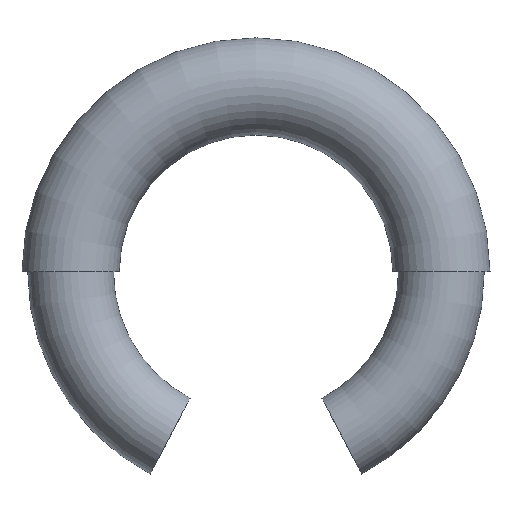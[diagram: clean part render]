
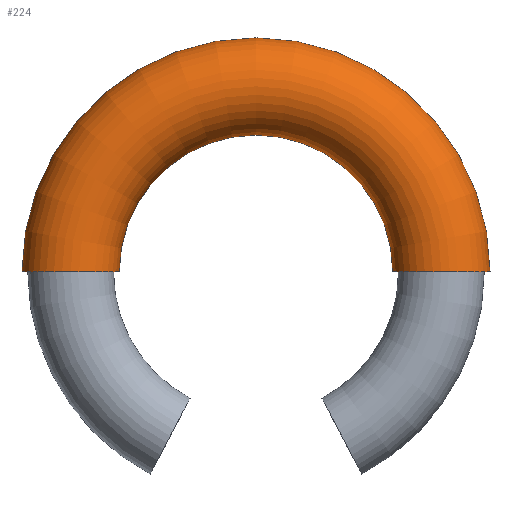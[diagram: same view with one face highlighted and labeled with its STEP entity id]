
A CAD part, top view. The second image highlights one B-rep face of the part: STEP entity #224.
In plain terms, the highlighted toroidal (fillet/blend) face has major radius 32.422 mm and minor radius 8.5 mm.
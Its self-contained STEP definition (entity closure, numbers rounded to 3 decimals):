
#9 = TOROIDAL_SURFACE ( 'NONE', #181, 32.422, 8.5 ) ;
#12 = DIRECTION ( 'NONE',  ( -1., 0., 0. ) ) ;
#25 = EDGE_LOOP ( 'NONE', ( #83, #296, #192, #223 ) ) ;
#39 = AXIS2_PLACEMENT_3D ( 'NONE', #130, #187, #126 ) ;
#48 = CARTESIAN_POINT ( 'NONE',  ( -23.922, 0., 0. ) ) ;
#50 = EDGE_CURVE ( 'NONE', #279, #146, #166, .T. ) ;
#60 = CARTESIAN_POINT ( 'NONE',  ( 32.422, 0., 0. ) ) ;
#78 = FACE_OUTER_BOUND ( 'NONE', #25, .T. ) ;
#83 = ORIENTED_EDGE ( 'NONE', *, *, #50, .F. ) ;
#90 = DIRECTION ( 'NONE',  ( 0., 0., -1. ) ) ;
#126 = DIRECTION ( 'NONE',  ( -1., 0., 0. ) ) ;
#130 = CARTESIAN_POINT ( 'NONE',  ( 0., 0., 0. ) ) ;
#134 = EDGE_CURVE ( 'NONE', #279, #158, #204, .T. ) ;
#145 = DIRECTION ( 'NONE',  ( -1., 0., 0. ) ) ;
#146 = VERTEX_POINT ( 'NONE', #156 ) ;
#156 = CARTESIAN_POINT ( 'NONE',  ( 40.922, 0., 0. ) ) ;
#158 = VERTEX_POINT ( 'NONE', #48 ) ;
#161 = EDGE_CURVE ( 'NONE', #146, #268, #205, .T. ) ;
#166 = CIRCLE ( 'NONE', #188, 40.922 ) ;
#181 = AXIS2_PLACEMENT_3D ( 'NONE', #274, #289, #12 ) ;
#184 = AXIS2_PLACEMENT_3D ( 'NONE', #60, #336, #145 ) ;
#187 = DIRECTION ( 'NONE',  ( 0., 0., -1. ) ) ;
#188 = AXIS2_PLACEMENT_3D ( 'NONE', #339, #90, #269 ) ;
#190 = CARTESIAN_POINT ( 'NONE',  ( -40.922, 0., 0. ) ) ;
#192 = ORIENTED_EDGE ( 'NONE', *, *, #318, .T. ) ;
#197 = CIRCLE ( 'NONE', #39, 23.922 ) ;
#204 = CIRCLE ( 'NONE', #237, 8.5 ) ;
#205 = CIRCLE ( 'NONE', #184, 8.5 ) ;
#206 = DIRECTION ( 'NONE',  ( 1., 0., 0. ) ) ;
#207 = CARTESIAN_POINT ( 'NONE',  ( 23.922, 0., 0. ) ) ;
#223 = ORIENTED_EDGE ( 'NONE', *, *, #161, .F. ) ;
#224 = ADVANCED_FACE ( 'NONE', ( #78 ), #9, .T. ) ;
#237 = AXIS2_PLACEMENT_3D ( 'NONE', #314, #340, #206 ) ;
#268 = VERTEX_POINT ( 'NONE', #207 ) ;
#269 = DIRECTION ( 'NONE',  ( -1., 0., 0. ) ) ;
#274 = CARTESIAN_POINT ( 'NONE',  ( 0., 0., 0. ) ) ;
#279 = VERTEX_POINT ( 'NONE', #190 ) ;
#289 = DIRECTION ( 'NONE',  ( 0., 0., -1. ) ) ;
#296 = ORIENTED_EDGE ( 'NONE', *, *, #134, .T. ) ;
#314 = CARTESIAN_POINT ( 'NONE',  ( -32.422, 0., 0. ) ) ;
#318 = EDGE_CURVE ( 'NONE', #158, #268, #197, .T. ) ;
#336 = DIRECTION ( 'NONE',  ( 0., -1., 0. ) ) ;
#339 = CARTESIAN_POINT ( 'NONE',  ( 0., 0., 0. ) ) ;
#340 = DIRECTION ( 'NONE',  ( 0., 1., 0. ) ) ;
